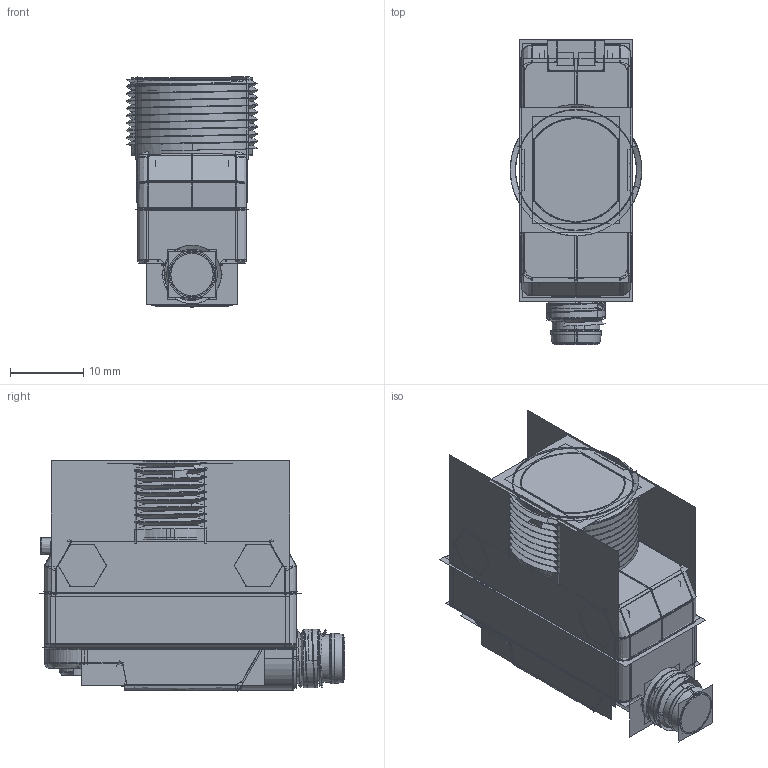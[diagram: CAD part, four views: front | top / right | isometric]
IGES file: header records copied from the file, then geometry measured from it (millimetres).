
Start section:  PTC IGES file: 198357.igs
Global section: file name: 198357.igs; native system: Creo Parametric by PTC Inc.; preprocessor: 2016260; author: PDMAdmin; organization: Unknown; date: 20170627.131150; units: millimetre
Bounding box: 18 x 41.8 x 31.63 mm (x, y, z)
Volume: 6244.1 mm3; surface area: 73147.1 mm2
Topology: 15 solids, 17 shells, 3374 faces, 16782 edges, 20927 vertices
Faces by surface type: bspline 1898, revolution 1472, extrusion 4
